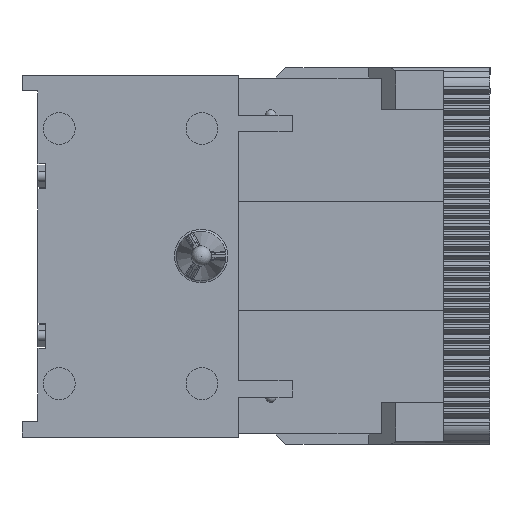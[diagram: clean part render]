
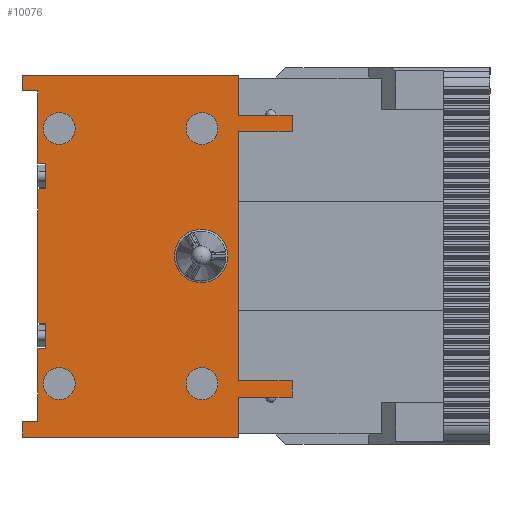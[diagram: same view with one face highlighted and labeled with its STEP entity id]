
A CAD part, front view. The second image highlights one B-rep face of the part: STEP entity #10076.
In plain terms, the highlighted planar face has unit normal (0, -1, 0).
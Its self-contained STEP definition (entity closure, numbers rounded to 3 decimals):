
#145=FACE_BOUND('',#1281,.T.);
#146=FACE_BOUND('',#1282,.T.);
#147=FACE_BOUND('',#1283,.T.);
#148=FACE_BOUND('',#1284,.T.);
#149=FACE_BOUND('',#1285,.T.);
#269=CIRCLE('',#10642,1.275);
#302=CIRCLE('',#10683,0.762);
#304=CIRCLE('',#10686,0.762);
#306=CIRCLE('',#10689,0.762);
#308=CIRCLE('',#10692,0.762);
#747=FACE_OUTER_BOUND('',#1280,.T.);
#1280=EDGE_LOOP('',(#8718,#8719,#8720,#8721,#8722,#8723,#8724,#8725,#8726,
#8727,#8728,#8729,#8730,#8731,#8732,#8733,#8734,#8735,#8736,#8737,#8738,
#8739,#8740,#8741));
#1281=EDGE_LOOP('',(#8742));
#1282=EDGE_LOOP('',(#8743));
#1283=EDGE_LOOP('',(#8744));
#1284=EDGE_LOOP('',(#8745));
#1285=EDGE_LOOP('',(#8746));
#2523=LINE('',#16388,#3774);
#2535=LINE('',#16517,#3786);
#2536=LINE('',#16519,#3787);
#2537=LINE('',#16521,#3788);
#2538=LINE('',#16522,#3789);
#2539=LINE('',#16524,#3790);
#2540=LINE('',#16526,#3791);
#2541=LINE('',#16528,#3792);
#2542=LINE('',#16530,#3793);
#2543=LINE('',#16532,#3794);
#2544=LINE('',#16534,#3795);
#2545=LINE('',#16536,#3796);
#2546=LINE('',#16538,#3797);
#2547=LINE('',#16540,#3798);
#2548=LINE('',#16542,#3799);
#2549=LINE('',#16544,#3800);
#2550=LINE('',#16546,#3801);
#2551=LINE('',#16548,#3802);
#2552=LINE('',#16550,#3803);
#2553=LINE('',#16552,#3804);
#2554=LINE('',#16554,#3805);
#2555=LINE('',#16556,#3806);
#2556=LINE('',#16558,#3807);
#2557=LINE('',#16559,#3808);
#3774=VECTOR('',#12928,1000.);
#3786=VECTOR('',#12946,1000.);
#3787=VECTOR('',#12947,1000.);
#3788=VECTOR('',#12948,1000.);
#3789=VECTOR('',#12949,1000.);
#3790=VECTOR('',#12950,1000.);
#3791=VECTOR('',#12951,1000.);
#3792=VECTOR('',#12952,1000.);
#3793=VECTOR('',#12953,1000.);
#3794=VECTOR('',#12954,1000.);
#3795=VECTOR('',#12955,1000.);
#3796=VECTOR('',#12956,1000.);
#3797=VECTOR('',#12957,1000.);
#3798=VECTOR('',#12958,1000.);
#3799=VECTOR('',#12959,1000.);
#3800=VECTOR('',#12960,1000.);
#3801=VECTOR('',#12961,1000.);
#3802=VECTOR('',#12962,1000.);
#3803=VECTOR('',#12963,1000.);
#3804=VECTOR('',#12964,1000.);
#3805=VECTOR('',#12965,1000.);
#3806=VECTOR('',#12966,1000.);
#3807=VECTOR('',#12967,1000.);
#3808=VECTOR('',#12968,1000.);
#4685=VERTEX_POINT('',#16079);
#4725=VERTEX_POINT('',#16364);
#4727=VERTEX_POINT('',#16370);
#4729=VERTEX_POINT('',#16376);
#4731=VERTEX_POINT('',#16382);
#4732=VERTEX_POINT('',#16386);
#4733=VERTEX_POINT('',#16387);
#4748=VERTEX_POINT('',#16515);
#4749=VERTEX_POINT('',#16516);
#4750=VERTEX_POINT('',#16518);
#4751=VERTEX_POINT('',#16520);
#4752=VERTEX_POINT('',#16523);
#4753=VERTEX_POINT('',#16525);
#4754=VERTEX_POINT('',#16527);
#4755=VERTEX_POINT('',#16529);
#4756=VERTEX_POINT('',#16531);
#4757=VERTEX_POINT('',#16533);
#4758=VERTEX_POINT('',#16535);
#4759=VERTEX_POINT('',#16537);
#4760=VERTEX_POINT('',#16539);
#4761=VERTEX_POINT('',#16541);
#4762=VERTEX_POINT('',#16543);
#4763=VERTEX_POINT('',#16545);
#4764=VERTEX_POINT('',#16547);
#4765=VERTEX_POINT('',#16549);
#4766=VERTEX_POINT('',#16551);
#4767=VERTEX_POINT('',#16553);
#4768=VERTEX_POINT('',#16555);
#4769=VERTEX_POINT('',#16557);
#6024=EDGE_CURVE('',#4685,#4685,#269,.T.);
#6073=EDGE_CURVE('',#4725,#4725,#302,.T.);
#6076=EDGE_CURVE('',#4727,#4727,#304,.T.);
#6079=EDGE_CURVE('',#4729,#4729,#306,.T.);
#6082=EDGE_CURVE('',#4731,#4731,#308,.T.);
#6083=EDGE_CURVE('',#4732,#4733,#2523,.T.);
#6103=EDGE_CURVE('',#4748,#4749,#2535,.T.);
#6104=EDGE_CURVE('',#4750,#4749,#2536,.T.);
#6105=EDGE_CURVE('',#4750,#4751,#2537,.T.);
#6106=EDGE_CURVE('',#4732,#4751,#2538,.T.);
#6107=EDGE_CURVE('',#4752,#4733,#2539,.T.);
#6108=EDGE_CURVE('',#4752,#4753,#2540,.T.);
#6109=EDGE_CURVE('',#4754,#4753,#2541,.T.);
#6110=EDGE_CURVE('',#4754,#4755,#2542,.T.);
#6111=EDGE_CURVE('',#4756,#4755,#2543,.T.);
#6112=EDGE_CURVE('',#4757,#4756,#2544,.T.);
#6113=EDGE_CURVE('',#4758,#4757,#2545,.T.);
#6114=EDGE_CURVE('',#4759,#4758,#2546,.T.);
#6115=EDGE_CURVE('',#4760,#4759,#2547,.T.);
#6116=EDGE_CURVE('',#4761,#4760,#2548,.T.);
#6117=EDGE_CURVE('',#4762,#4761,#2549,.T.);
#6118=EDGE_CURVE('',#4763,#4762,#2550,.T.);
#6119=EDGE_CURVE('',#4763,#4764,#2551,.T.);
#6120=EDGE_CURVE('',#4764,#4765,#2552,.T.);
#6121=EDGE_CURVE('',#4765,#4766,#2553,.T.);
#6122=EDGE_CURVE('',#4767,#4766,#2554,.T.);
#6123=EDGE_CURVE('',#4768,#4767,#2555,.T.);
#6124=EDGE_CURVE('',#4769,#4768,#2556,.T.);
#6125=EDGE_CURVE('',#4769,#4748,#2557,.T.);
#8718=ORIENTED_EDGE('',*,*,#6103,.T.);
#8719=ORIENTED_EDGE('',*,*,#6104,.F.);
#8720=ORIENTED_EDGE('',*,*,#6105,.T.);
#8721=ORIENTED_EDGE('',*,*,#6106,.F.);
#8722=ORIENTED_EDGE('',*,*,#6083,.T.);
#8723=ORIENTED_EDGE('',*,*,#6107,.F.);
#8724=ORIENTED_EDGE('',*,*,#6108,.T.);
#8725=ORIENTED_EDGE('',*,*,#6109,.F.);
#8726=ORIENTED_EDGE('',*,*,#6110,.T.);
#8727=ORIENTED_EDGE('',*,*,#6111,.F.);
#8728=ORIENTED_EDGE('',*,*,#6112,.F.);
#8729=ORIENTED_EDGE('',*,*,#6113,.F.);
#8730=ORIENTED_EDGE('',*,*,#6114,.F.);
#8731=ORIENTED_EDGE('',*,*,#6115,.F.);
#8732=ORIENTED_EDGE('',*,*,#6116,.F.);
#8733=ORIENTED_EDGE('',*,*,#6117,.F.);
#8734=ORIENTED_EDGE('',*,*,#6118,.F.);
#8735=ORIENTED_EDGE('',*,*,#6119,.T.);
#8736=ORIENTED_EDGE('',*,*,#6120,.T.);
#8737=ORIENTED_EDGE('',*,*,#6121,.T.);
#8738=ORIENTED_EDGE('',*,*,#6122,.F.);
#8739=ORIENTED_EDGE('',*,*,#6123,.F.);
#8740=ORIENTED_EDGE('',*,*,#6124,.F.);
#8741=ORIENTED_EDGE('',*,*,#6125,.T.);
#8742=ORIENTED_EDGE('',*,*,#6082,.F.);
#8743=ORIENTED_EDGE('',*,*,#6079,.F.);
#8744=ORIENTED_EDGE('',*,*,#6076,.F.);
#8745=ORIENTED_EDGE('',*,*,#6024,.T.);
#8746=ORIENTED_EDGE('',*,*,#6073,.F.);
#9600=PLANE('',#10696);
#10076=ADVANCED_FACE('',(#747,#145,#146,#147,#148,#149),#9600,.F.);
#10642=AXIS2_PLACEMENT_3D('',#16080,#12815,#12816);
#10683=AXIS2_PLACEMENT_3D('',#16366,#12903,#12904);
#10686=AXIS2_PLACEMENT_3D('',#16372,#12910,#12911);
#10689=AXIS2_PLACEMENT_3D('',#16378,#12917,#12918);
#10692=AXIS2_PLACEMENT_3D('',#16384,#12924,#12925);
#10696=AXIS2_PLACEMENT_3D('',#16514,#12944,#12945);
#12815=DIRECTION('center_axis',(0.,1.,0.));
#12816=DIRECTION('ref_axis',(0.,0.,1.));
#12903=DIRECTION('center_axis',(0.,-1.,0.));
#12904=DIRECTION('ref_axis',(0.,0.,1.));
#12910=DIRECTION('center_axis',(0.,-1.,0.));
#12911=DIRECTION('ref_axis',(0.,0.,1.));
#12917=DIRECTION('center_axis',(0.,-1.,0.));
#12918=DIRECTION('ref_axis',(0.,0.,1.));
#12924=DIRECTION('center_axis',(0.,-1.,0.));
#12925=DIRECTION('ref_axis',(0.,0.,1.));
#12928=DIRECTION('',(0.,0.,1.));
#12944=DIRECTION('center_axis',(0.,1.,0.));
#12945=DIRECTION('ref_axis',(0.,0.,1.));
#12946=DIRECTION('',(0.,0.,1.));
#12947=DIRECTION('',(-1.,0.,0.));
#12948=DIRECTION('',(0.,0.,1.));
#12949=DIRECTION('',(1.,0.,0.));
#12950=DIRECTION('',(-1.,0.,0.));
#12951=DIRECTION('',(0.,0.,1.));
#12952=DIRECTION('',(1.,0.,0.));
#12953=DIRECTION('',(0.,0.,1.));
#12954=DIRECTION('',(1.,0.,0.));
#12955=DIRECTION('',(0.,0.,1.));
#12956=DIRECTION('',(-1.,0.,0.));
#12957=DIRECTION('',(0.,0.,1.));
#12958=DIRECTION('',(-1.,0.,0.));
#12959=DIRECTION('',(0.,0.,1.));
#12960=DIRECTION('',(1.,0.,0.));
#12961=DIRECTION('',(0.,0.,1.));
#12962=DIRECTION('',(1.,0.,0.));
#12963=DIRECTION('',(0.,0.,-1.));
#12964=DIRECTION('',(-1.,0.,0.));
#12965=DIRECTION('',(0.,0.,1.));
#12966=DIRECTION('',(1.,0.,0.));
#12967=DIRECTION('',(0.,0.,1.));
#12968=DIRECTION('',(1.,0.,0.));
#16079=CARTESIAN_POINT('',(2.11,0.75,-1.275));
#16080=CARTESIAN_POINT('Origin',(2.11,0.75,0.));
#16364=CARTESIAN_POINT('',(2.146,0.75,-5.337));
#16366=CARTESIAN_POINT('Origin',(2.146,0.75,-6.099));
#16370=CARTESIAN_POINT('',(-4.675,0.75,-5.337));
#16372=CARTESIAN_POINT('Origin',(-4.675,0.75,-6.099));
#16376=CARTESIAN_POINT('',(-4.675,0.75,6.847));
#16378=CARTESIAN_POINT('Origin',(-4.675,0.75,6.085));
#16382=CARTESIAN_POINT('',(2.146,0.75,6.847));
#16384=CARTESIAN_POINT('Origin',(2.146,0.75,6.085));
#16386=CARTESIAN_POINT('',(3.898,0.75,-5.96));
#16387=CARTESIAN_POINT('',(3.898,0.75,5.946));
#16388=CARTESIAN_POINT('',(3.898,0.75,0.));
#16514=CARTESIAN_POINT('Origin',(0.,0.75,0.));
#16515=CARTESIAN_POINT('',(3.898,0.75,-8.657));
#16516=CARTESIAN_POINT('',(3.898,0.75,-6.741));
#16517=CARTESIAN_POINT('',(3.898,0.75,0.));
#16518=CARTESIAN_POINT('',(6.45,0.75,-6.741));
#16519=CARTESIAN_POINT('',(0.,0.75,-6.741));
#16520=CARTESIAN_POINT('',(6.45,0.75,-5.96));
#16521=CARTESIAN_POINT('',(6.45,0.75,0.));
#16522=CARTESIAN_POINT('',(0.,0.75,-5.96));
#16523=CARTESIAN_POINT('',(6.45,0.75,5.946));
#16524=CARTESIAN_POINT('',(0.,0.75,5.946));
#16525=CARTESIAN_POINT('',(6.45,0.75,6.727));
#16526=CARTESIAN_POINT('',(6.45,0.75,0.));
#16527=CARTESIAN_POINT('',(3.898,0.75,6.727));
#16528=CARTESIAN_POINT('',(0.,0.75,6.727));
#16529=CARTESIAN_POINT('',(3.898,0.75,8.643));
#16530=CARTESIAN_POINT('',(3.898,0.75,0.));
#16531=CARTESIAN_POINT('',(-6.45,0.75,8.643));
#16532=CARTESIAN_POINT('',(0.,0.75,8.643));
#16533=CARTESIAN_POINT('',(-6.45,0.75,7.881));
#16534=CARTESIAN_POINT('',(-6.45,0.75,0.));
#16535=CARTESIAN_POINT('',(-5.688,0.75,7.881));
#16536=CARTESIAN_POINT('',(0.,0.75,7.881));
#16537=CARTESIAN_POINT('',(-5.688,0.75,4.403));
#16538=CARTESIAN_POINT('',(-5.688,0.75,0.));
#16539=CARTESIAN_POINT('',(-5.333,0.75,4.403));
#16540=CARTESIAN_POINT('',(0.,0.75,4.403));
#16541=CARTESIAN_POINT('',(-5.333,0.75,3.203));
#16542=CARTESIAN_POINT('',(-5.333,0.75,0.));
#16543=CARTESIAN_POINT('',(-5.688,0.75,3.203));
#16544=CARTESIAN_POINT('',(0.,0.75,3.203));
#16545=CARTESIAN_POINT('',(-5.688,0.75,-3.217));
#16546=CARTESIAN_POINT('',(-5.688,0.75,0.));
#16547=CARTESIAN_POINT('',(-5.333,0.75,-3.217));
#16548=CARTESIAN_POINT('',(0.,0.75,-3.217));
#16549=CARTESIAN_POINT('',(-5.333,0.75,-4.417));
#16550=CARTESIAN_POINT('',(-5.333,0.75,0.));
#16551=CARTESIAN_POINT('',(-5.688,0.75,-4.417));
#16552=CARTESIAN_POINT('',(0.,0.75,-4.417));
#16553=CARTESIAN_POINT('',(-5.688,0.75,-7.895));
#16554=CARTESIAN_POINT('',(-5.688,0.75,0.));
#16555=CARTESIAN_POINT('',(-6.45,0.75,-7.895));
#16556=CARTESIAN_POINT('',(0.,0.75,-7.895));
#16557=CARTESIAN_POINT('',(-6.45,0.75,-8.657));
#16558=CARTESIAN_POINT('',(-6.45,0.75,0.));
#16559=CARTESIAN_POINT('',(0.,0.75,-8.657));
